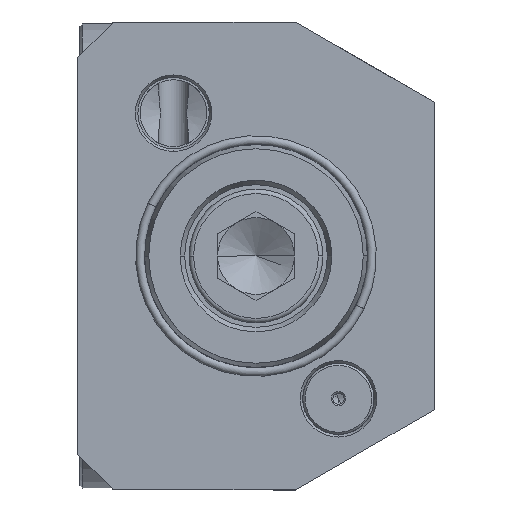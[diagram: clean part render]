
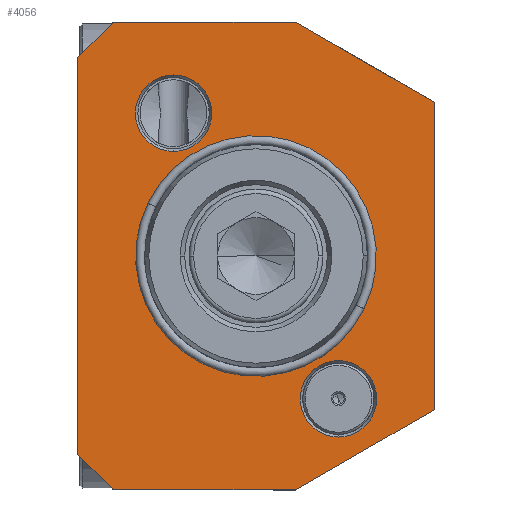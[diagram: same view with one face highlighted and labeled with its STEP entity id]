
A CAD part, front view. The second image highlights one B-rep face of the part: STEP entity #4056.
In plain terms, the highlighted planar face has unit normal (0, -1, 0).
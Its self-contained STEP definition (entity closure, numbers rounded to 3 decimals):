
#115 = CARTESIAN_POINT ( 'NONE',  ( 0., 0., -25.2 ) ) ;
#484 = ORIENTED_EDGE ( 'NONE', *, *, #1110, .T. ) ;
#530 = DIRECTION ( 'NONE',  ( 0., 1., 0. ) ) ;
#664 = CARTESIAN_POINT ( 'NONE',  ( -18.5, 0., 23.466 ) ) ;
#744 = VERTEX_POINT ( 'NONE', #15868 ) ;
#940 = CARTESIAN_POINT ( 'NONE',  ( 40., 0., 34.5 ) ) ;
#1110 = EDGE_CURVE ( 'NONE', #10027, #9168, #17662, .T. ) ;
#1459 = EDGE_CURVE ( 'NONE', #22233, #21240, #8357, .T. ) ;
#1490 = FACE_OUTER_BOUND ( 'NONE', #5315, .T. ) ;
#1709 = VECTOR ( 'NONE', #29496, 1000. ) ;
#1921 = AXIS2_PLACEMENT_3D ( 'NONE', #15167, #29490, #5907 ) ;
#1937 = ORIENTED_EDGE ( 'NONE', *, *, #22924, .T. ) ;
#2506 = EDGE_LOOP ( 'NONE', ( #8259, #13681 ) ) ;
#2628 = DIRECTION ( 'NONE',  ( 0., 0., 1. ) ) ;
#2936 = VERTEX_POINT ( 'NONE', #13494 ) ;
#2945 = EDGE_CURVE ( 'NONE', #9168, #10027, #5038, .T. ) ;
#3061 = CARTESIAN_POINT ( 'NONE',  ( -40., 0., 52.5 ) ) ;
#3244 = CARTESIAN_POINT ( 'NONE',  ( 0., 0., 0. ) ) ;
#3366 = DIRECTION ( 'NONE',  ( 0., 0., 1. ) ) ;
#3530 = CARTESIAN_POINT ( 'NONE',  ( 0., 0., 0. ) ) ;
#3638 = EDGE_CURVE ( 'NONE', #25710, #11717, #16279, .T. ) ;
#3705 = VERTEX_POINT ( 'NONE', #13270 ) ;
#3811 = EDGE_CURVE ( 'NONE', #11717, #25710, #25983, .T. ) ;
#4009 = CARTESIAN_POINT ( 'NONE',  ( -40., 0., 52.5 ) ) ;
#4056 = ADVANCED_FACE ( 'NONE', ( #20297, #22269, #20442, #1490 ), #29622, .F. ) ;
#4063 = DIRECTION ( 'NONE',  ( 0., 1., 0. ) ) ;
#4595 = CARTESIAN_POINT ( 'NONE',  ( -32., 0., -52.5 ) ) ;
#4709 = LINE ( 'NONE', #23219, #22554 ) ;
#4723 = ORIENTED_EDGE ( 'NONE', *, *, #26703, .T. ) ;
#5038 = CIRCLE ( 'NONE', #24445, 8.577 ) ;
#5123 = AXIS2_PLACEMENT_3D ( 'NONE', #3530, #12827, #15227 ) ;
#5231 = CARTESIAN_POINT ( 'NONE',  ( 18.5, 0., -32.043 ) ) ;
#5270 = CARTESIAN_POINT ( 'NONE',  ( 8.823, 0., 52.5 ) ) ;
#5315 = EDGE_LOOP ( 'NONE', ( #16332, #9336, #7405, #9694, #6791, #1937, #19789, #11384 ) ) ;
#5796 = CARTESIAN_POINT ( 'NONE',  ( -40., 0., -44.5 ) ) ;
#5907 = DIRECTION ( 'NONE',  ( 0., 0., 1. ) ) ;
#5968 = EDGE_CURVE ( 'NONE', #29750, #3705, #21794, .T. ) ;
#6791 = ORIENTED_EDGE ( 'NONE', *, *, #15414, .F. ) ;
#6949 = LINE ( 'NONE', #28079, #17650 ) ;
#7405 = ORIENTED_EDGE ( 'NONE', *, *, #16673, .F. ) ;
#7416 = ORIENTED_EDGE ( 'NONE', *, *, #2945, .T. ) ;
#7779 = EDGE_CURVE ( 'NONE', #18358, #2936, #28974, .T. ) ;
#8259 = ORIENTED_EDGE ( 'NONE', *, *, #3811, .T. ) ;
#8357 = LINE ( 'NONE', #20178, #1709 ) ;
#9004 = VECTOR ( 'NONE', #12503, 1000. ) ;
#9168 = VERTEX_POINT ( 'NONE', #12673 ) ;
#9336 = ORIENTED_EDGE ( 'NONE', *, *, #1459, .T. ) ;
#9694 = ORIENTED_EDGE ( 'NONE', *, *, #17407, .T. ) ;
#10027 = VERTEX_POINT ( 'NONE', #664 ) ;
#10650 = VECTOR ( 'NONE', #25515, 1000. ) ;
#10717 = EDGE_CURVE ( 'NONE', #27056, #22233, #6949, .T. ) ;
#10719 = EDGE_LOOP ( 'NONE', ( #22825, #4723 ) ) ;
#11014 = DIRECTION ( 'NONE',  ( 0., 0., -1. ) ) ;
#11384 = ORIENTED_EDGE ( 'NONE', *, *, #12947, .T. ) ;
#11717 = VERTEX_POINT ( 'NONE', #115 ) ;
#12219 = DIRECTION ( 'NONE',  ( -0.866, 0., 0.5 ) ) ;
#12359 = AXIS2_PLACEMENT_3D ( 'NONE', #5231, #530, #21906 ) ;
#12373 = DIRECTION ( 'NONE',  ( 0., 1., 0. ) ) ;
#12503 = DIRECTION ( 'NONE',  ( 0.707, 0., -0.707 ) ) ;
#12667 = DIRECTION ( 'NONE',  ( 1., 0., 0. ) ) ;
#12673 = CARTESIAN_POINT ( 'NONE',  ( -18.5, 0., 40.62 ) ) ;
#12827 = DIRECTION ( 'NONE',  ( 0., 1., 0. ) ) ;
#12947 = EDGE_CURVE ( 'NONE', #2936, #27056, #19755, .T. ) ;
#12980 = VERTEX_POINT ( 'NONE', #940 ) ;
#13270 = CARTESIAN_POINT ( 'NONE',  ( 18.5, 0., -23.466 ) ) ;
#13494 = CARTESIAN_POINT ( 'NONE',  ( -40., 0., -44.5 ) ) ;
#13609 = VECTOR ( 'NONE', #12219, 1000. ) ;
#13681 = ORIENTED_EDGE ( 'NONE', *, *, #3638, .T. ) ;
#14301 = CIRCLE ( 'NONE', #12359, 8.577 ) ;
#14490 = CARTESIAN_POINT ( 'NONE',  ( 0., 0., 25.2 ) ) ;
#14924 = CARTESIAN_POINT ( 'NONE',  ( -18.5, 0., 32.043 ) ) ;
#15167 = CARTESIAN_POINT ( 'NONE',  ( 18.5, 0., -32.043 ) ) ;
#15227 = DIRECTION ( 'NONE',  ( 0., 0., 1. ) ) ;
#15414 = EDGE_CURVE ( 'NONE', #744, #25420, #26166, .T. ) ;
#15724 = AXIS2_PLACEMENT_3D ( 'NONE', #19846, #4063, #24870 ) ;
#15868 = CARTESIAN_POINT ( 'NONE',  ( -32., 0., 52.5 ) ) ;
#15958 = CARTESIAN_POINT ( 'NONE',  ( 40., 0., 52.5 ) ) ;
#16279 = CIRCLE ( 'NONE', #21100, 25.2 ) ;
#16332 = ORIENTED_EDGE ( 'NONE', *, *, #10717, .T. ) ;
#16336 = LINE ( 'NONE', #25868, #13609 ) ;
#16673 = EDGE_CURVE ( 'NONE', #12980, #21240, #18645, .T. ) ;
#17407 = EDGE_CURVE ( 'NONE', #12980, #25420, #16336, .T. ) ;
#17580 = DIRECTION ( 'NONE',  ( 0., 0., 1. ) ) ;
#17650 = VECTOR ( 'NONE', #23459, 1000. ) ;
#17662 = CIRCLE ( 'NONE', #21535, 8.577 ) ;
#18358 = VERTEX_POINT ( 'NONE', #27744 ) ;
#18645 = LINE ( 'NONE', #15958, #10650 ) ;
#19371 = VECTOR ( 'NONE', #11014, 1000. ) ;
#19705 = DIRECTION ( 'NONE',  ( 0., 1., 0. ) ) ;
#19755 = LINE ( 'NONE', #5796, #9004 ) ;
#19789 = ORIENTED_EDGE ( 'NONE', *, *, #7779, .T. ) ;
#19846 = CARTESIAN_POINT ( 'NONE',  ( -40., 0., 52.5 ) ) ;
#20178 = CARTESIAN_POINT ( 'NONE',  ( 40., 0., -34.5 ) ) ;
#20297 = FACE_BOUND ( 'NONE', #26644, .T. ) ;
#20442 = FACE_BOUND ( 'NONE', #2506, .T. ) ;
#20841 = CARTESIAN_POINT ( 'NONE',  ( 40., 0., -34.5 ) ) ;
#21100 = AXIS2_PLACEMENT_3D ( 'NONE', #3244, #12373, #2628 ) ;
#21240 = VERTEX_POINT ( 'NONE', #20841 ) ;
#21535 = AXIS2_PLACEMENT_3D ( 'NONE', #14924, #24181, #3366 ) ;
#21794 = CIRCLE ( 'NONE', #1921, 8.577 ) ;
#21906 = DIRECTION ( 'NONE',  ( 0., 0., 1. ) ) ;
#22231 = CARTESIAN_POINT ( 'NONE',  ( 8.823, 0., -52.5 ) ) ;
#22233 = VERTEX_POINT ( 'NONE', #22231 ) ;
#22269 = FACE_BOUND ( 'NONE', #10719, .T. ) ;
#22554 = VECTOR ( 'NONE', #27361, 1000. ) ;
#22825 = ORIENTED_EDGE ( 'NONE', *, *, #5968, .T. ) ;
#22924 = EDGE_CURVE ( 'NONE', #744, #18358, #4709, .T. ) ;
#23049 = CARTESIAN_POINT ( 'NONE',  ( 18.5, 0., -40.62 ) ) ;
#23219 = CARTESIAN_POINT ( 'NONE',  ( -32., 0., 52.5 ) ) ;
#23459 = DIRECTION ( 'NONE',  ( 1., 0., 0. ) ) ;
#24181 = DIRECTION ( 'NONE',  ( 0., 1., 0. ) ) ;
#24445 = AXIS2_PLACEMENT_3D ( 'NONE', #26858, #19705, #17580 ) ;
#24870 = DIRECTION ( 'NONE',  ( 0., 0., 1. ) ) ;
#25420 = VERTEX_POINT ( 'NONE', #5270 ) ;
#25515 = DIRECTION ( 'NONE',  ( 0., 0., -1. ) ) ;
#25710 = VERTEX_POINT ( 'NONE', #14490 ) ;
#25868 = CARTESIAN_POINT ( 'NONE',  ( 8.823, 0., 52.5 ) ) ;
#25983 = CIRCLE ( 'NONE', #5123, 25.2 ) ;
#26166 = LINE ( 'NONE', #3061, #28089 ) ;
#26644 = EDGE_LOOP ( 'NONE', ( #484, #7416 ) ) ;
#26703 = EDGE_CURVE ( 'NONE', #3705, #29750, #14301, .T. ) ;
#26858 = CARTESIAN_POINT ( 'NONE',  ( -18.5, 0., 32.043 ) ) ;
#27056 = VERTEX_POINT ( 'NONE', #4595 ) ;
#27361 = DIRECTION ( 'NONE',  ( -0.707, 0., -0.707 ) ) ;
#27744 = CARTESIAN_POINT ( 'NONE',  ( -40., 0., 44.5 ) ) ;
#28079 = CARTESIAN_POINT ( 'NONE',  ( -40., 0., -52.5 ) ) ;
#28089 = VECTOR ( 'NONE', #12667, 1000. ) ;
#28974 = LINE ( 'NONE', #4009, #19371 ) ;
#29490 = DIRECTION ( 'NONE',  ( 0., 1., 0. ) ) ;
#29496 = DIRECTION ( 'NONE',  ( 0.866, 0., 0.5 ) ) ;
#29622 = PLANE ( 'NONE',  #15724 ) ;
#29750 = VERTEX_POINT ( 'NONE', #23049 ) ;
